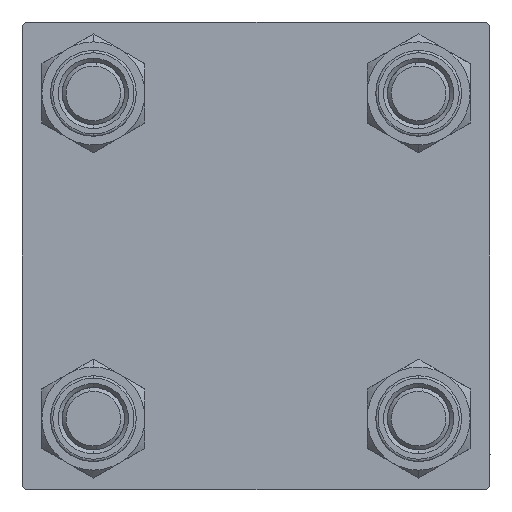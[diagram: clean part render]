
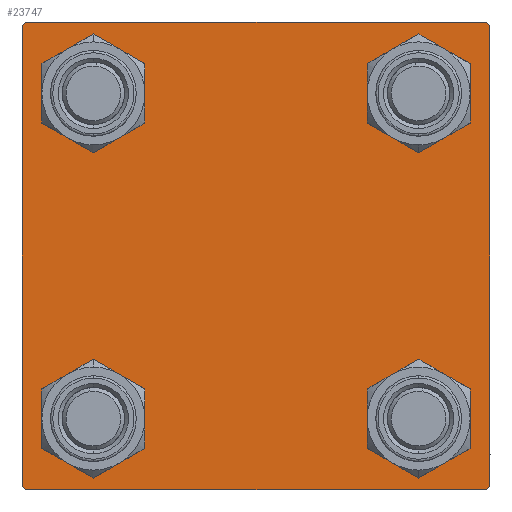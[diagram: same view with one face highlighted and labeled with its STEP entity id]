
A CAD part, left-side view. The second image highlights one B-rep face of the part: STEP entity #23747.
In plain terms, the highlighted planar face has unit normal (-1, 0, 0).
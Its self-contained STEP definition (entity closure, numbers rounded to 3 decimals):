
#299 = PLANE ( 'NONE',  #41417 ) ;
#749 = ORIENTED_EDGE ( 'NONE', *, *, #20960, .T. ) ;
#791 = DIRECTION ( 'NONE',  ( 0., 0., 1. ) ) ;
#829 = FACE_OUTER_BOUND ( 'NONE', #16863, .T. ) ;
#1632 = EDGE_CURVE ( 'NONE', #16121, #23174, #35474, .T. ) ;
#1779 = CIRCLE ( 'NONE', #39606, 4.5 ) ;
#2015 = CARTESIAN_POINT ( 'NONE',  ( 0., 30., 29.5 ) ) ;
#2065 = ORIENTED_EDGE ( 'NONE', *, *, #27174, .T. ) ;
#3012 = LINE ( 'NONE', #19440, #20935 ) ;
#3690 = VECTOR ( 'NONE', #4657, 1000. ) ;
#3784 = VECTOR ( 'NONE', #6473, 1000. ) ;
#4657 = DIRECTION ( 'NONE',  ( 0., -0.707, -0.707 ) ) ;
#4917 = EDGE_CURVE ( 'NONE', #29472, #26352, #17649, .T. ) ;
#5544 = CARTESIAN_POINT ( 'NONE',  ( 0., -20.85, 16.35 ) ) ;
#5595 = EDGE_CURVE ( 'NONE', #20865, #8992, #24114, .T. ) ;
#6202 = VERTEX_POINT ( 'NONE', #27247 ) ;
#6473 = DIRECTION ( 'NONE',  ( 0., -0.707, 0.707 ) ) ;
#6596 = CARTESIAN_POINT ( 'NONE',  ( 0., 29.5, -30. ) ) ;
#6734 = EDGE_CURVE ( 'NONE', #27759, #6202, #24396, .T. ) ;
#6743 = ORIENTED_EDGE ( 'NONE', *, *, #38628, .T. ) ;
#7354 = VECTOR ( 'NONE', #48887, 1000. ) ;
#7621 = DIRECTION ( 'NONE',  ( 1., 0., 0. ) ) ;
#7751 = LINE ( 'NONE', #27971, #50755 ) ;
#7752 = EDGE_CURVE ( 'NONE', #26352, #29472, #8274, .T. ) ;
#7845 = CARTESIAN_POINT ( 'NONE',  ( 0., -20.85, -25.35 ) ) ;
#8214 = ORIENTED_EDGE ( 'NONE', *, *, #26787, .T. ) ;
#8274 = CIRCLE ( 'NONE', #35812, 4.5 ) ;
#8992 = VERTEX_POINT ( 'NONE', #10095 ) ;
#9998 = EDGE_LOOP ( 'NONE', ( #6743, #36927 ) ) ;
#10095 = CARTESIAN_POINT ( 'NONE',  ( 0., -29.5, 30. ) ) ;
#10132 = CARTESIAN_POINT ( 'NONE',  ( 0., 30., -29.5 ) ) ;
#10248 = ORIENTED_EDGE ( 'NONE', *, *, #46816, .F. ) ;
#10505 = VERTEX_POINT ( 'NONE', #23967 ) ;
#11442 = ORIENTED_EDGE ( 'NONE', *, *, #29050, .T. ) ;
#11467 = VECTOR ( 'NONE', #47469, 1000. ) ;
#12245 = CARTESIAN_POINT ( 'NONE',  ( 0., 30., 30. ) ) ;
#12571 = CARTESIAN_POINT ( 'NONE',  ( 0., -20.85, -16.35 ) ) ;
#12788 = EDGE_CURVE ( 'NONE', #31874, #35055, #13651, .T. ) ;
#13446 = DIRECTION ( 'NONE',  ( 1., 0., 0. ) ) ;
#13541 = DIRECTION ( 'NONE',  ( 1., 0., 0. ) ) ;
#13600 = DIRECTION ( 'NONE',  ( 1., 0., 0. ) ) ;
#13651 = CIRCLE ( 'NONE', #28278, 4.5 ) ;
#14374 = VERTEX_POINT ( 'NONE', #2015 ) ;
#14540 = LINE ( 'NONE', #39586, #3784 ) ;
#14665 = CARTESIAN_POINT ( 'NONE',  ( 0., 20.85, -20.85 ) ) ;
#15548 = ORIENTED_EDGE ( 'NONE', *, *, #5595, .F. ) ;
#16008 = EDGE_LOOP ( 'NONE', ( #11442, #749 ) ) ;
#16121 = VERTEX_POINT ( 'NONE', #45899 ) ;
#16197 = FACE_BOUND ( 'NONE', #16008, .T. ) ;
#16219 = VERTEX_POINT ( 'NONE', #52865 ) ;
#16740 = EDGE_CURVE ( 'NONE', #23174, #16121, #1779, .T. ) ;
#16863 = EDGE_LOOP ( 'NONE', ( #2065, #8214, #17314, #26389, #10248, #45447, #15548, #21318 ) ) ;
#17105 = CIRCLE ( 'NONE', #47248, 4.5 ) ;
#17252 = FACE_BOUND ( 'NONE', #25991, .T. ) ;
#17314 = ORIENTED_EDGE ( 'NONE', *, *, #6734, .T. ) ;
#17569 = LINE ( 'NONE', #25659, #3690 ) ;
#17649 = CIRCLE ( 'NONE', #47772, 4.5 ) ;
#19440 = CARTESIAN_POINT ( 'NONE',  ( 0., 30., 30. ) ) ;
#20865 = VERTEX_POINT ( 'NONE', #50154 ) ;
#20935 = VECTOR ( 'NONE', #28331, 1000. ) ;
#20960 = EDGE_CURVE ( 'NONE', #10505, #41211, #33604, .T. ) ;
#21095 = DIRECTION ( 'NONE',  ( 0., 0., 1. ) ) ;
#21318 = ORIENTED_EDGE ( 'NONE', *, *, #31607, .T. ) ;
#21677 = VERTEX_POINT ( 'NONE', #10132 ) ;
#23117 = DIRECTION ( 'NONE',  ( 1., 0., 0. ) ) ;
#23174 = VERTEX_POINT ( 'NONE', #5544 ) ;
#23747 = ADVANCED_FACE ( 'NONE', ( #53118, #37486, #17252, #16197, #829 ), #299, .T. ) ;
#23917 = DIRECTION ( 'NONE',  ( 0., 0.707, 0.707 ) ) ;
#23967 = CARTESIAN_POINT ( 'NONE',  ( 0., 20.85, 16.35 ) ) ;
#24056 = DIRECTION ( 'NONE',  ( 0., 0., 1. ) ) ;
#24114 = LINE ( 'NONE', #12245, #7354 ) ;
#24269 = AXIS2_PLACEMENT_3D ( 'NONE', #44551, #7621, #24056 ) ;
#24396 = LINE ( 'NONE', #49169, #28052 ) ;
#25334 = CARTESIAN_POINT ( 'NONE',  ( 0., -30., -29.5 ) ) ;
#25659 = CARTESIAN_POINT ( 'NONE',  ( 0., 29.75, -29.75 ) ) ;
#25946 = CARTESIAN_POINT ( 'NONE',  ( 0., -20.85, -20.85 ) ) ;
#25991 = EDGE_LOOP ( 'NONE', ( #30724, #48247 ) ) ;
#26352 = VERTEX_POINT ( 'NONE', #49441 ) ;
#26389 = ORIENTED_EDGE ( 'NONE', *, *, #47955, .T. ) ;
#26787 = EDGE_CURVE ( 'NONE', #21677, #27759, #17569, .T. ) ;
#27174 = EDGE_CURVE ( 'NONE', #14374, #21677, #3012, .T. ) ;
#27247 = CARTESIAN_POINT ( 'NONE',  ( 0., -29.5, -30. ) ) ;
#27371 = VECTOR ( 'NONE', #52717, 1000. ) ;
#27759 = VERTEX_POINT ( 'NONE', #6596 ) ;
#27971 = CARTESIAN_POINT ( 'NONE',  ( 0., -29.75, 29.75 ) ) ;
#28052 = VECTOR ( 'NONE', #53218, 1000. ) ;
#28278 = AXIS2_PLACEMENT_3D ( 'NONE', #29631, #13446, #791 ) ;
#28331 = DIRECTION ( 'NONE',  ( 0., 0., -1. ) ) ;
#28427 = DIRECTION ( 'NONE',  ( 0., 0., 1. ) ) ;
#29050 = EDGE_CURVE ( 'NONE', #41211, #10505, #46809, .T. ) ;
#29405 = DIRECTION ( 'NONE',  ( -1., 0., 0. ) ) ;
#29472 = VERTEX_POINT ( 'NONE', #35929 ) ;
#29631 = CARTESIAN_POINT ( 'NONE',  ( 0., -20.85, -20.85 ) ) ;
#30514 = LINE ( 'NONE', #38587, #11467 ) ;
#30724 = ORIENTED_EDGE ( 'NONE', *, *, #4917, .T. ) ;
#31607 = EDGE_CURVE ( 'NONE', #20865, #14374, #39778, .T. ) ;
#31874 = VERTEX_POINT ( 'NONE', #7845 ) ;
#31933 = VERTEX_POINT ( 'NONE', #25334 ) ;
#32081 = CARTESIAN_POINT ( 'NONE',  ( 0., 20.85, 20.85 ) ) ;
#32904 = CARTESIAN_POINT ( 'NONE',  ( 0., 0., 0. ) ) ;
#33604 = CIRCLE ( 'NONE', #37076, 4.5 ) ;
#34463 = CARTESIAN_POINT ( 'NONE',  ( 0., -20.85, 20.85 ) ) ;
#35055 = VERTEX_POINT ( 'NONE', #12571 ) ;
#35216 = CARTESIAN_POINT ( 'NONE',  ( 0., 29.75, 29.75 ) ) ;
#35474 = CIRCLE ( 'NONE', #24269, 4.5 ) ;
#35812 = AXIS2_PLACEMENT_3D ( 'NONE', #14665, #13600, #39175 ) ;
#35929 = CARTESIAN_POINT ( 'NONE',  ( 0., 20.85, -16.35 ) ) ;
#35970 = EDGE_CURVE ( 'NONE', #16219, #8992, #7751, .T. ) ;
#36927 = ORIENTED_EDGE ( 'NONE', *, *, #12788, .T. ) ;
#37076 = AXIS2_PLACEMENT_3D ( 'NONE', #32081, #40950, #53080 ) ;
#37116 = DIRECTION ( 'NONE',  ( 0., 0., 1. ) ) ;
#37383 = CARTESIAN_POINT ( 'NONE',  ( 0., 20.85, 20.85 ) ) ;
#37486 = FACE_BOUND ( 'NONE', #9998, .T. ) ;
#38493 = DIRECTION ( 'NONE',  ( 0., 0., 1. ) ) ;
#38587 = CARTESIAN_POINT ( 'NONE',  ( 0., -30., 30. ) ) ;
#38628 = EDGE_CURVE ( 'NONE', #35055, #31874, #17105, .T. ) ;
#39175 = DIRECTION ( 'NONE',  ( 0., 0., 1. ) ) ;
#39586 = CARTESIAN_POINT ( 'NONE',  ( 0., -29.75, -29.75 ) ) ;
#39606 = AXIS2_PLACEMENT_3D ( 'NONE', #34463, #23117, #38493 ) ;
#39778 = LINE ( 'NONE', #35216, #27371 ) ;
#40950 = DIRECTION ( 'NONE',  ( 1., 0., 0. ) ) ;
#41211 = VERTEX_POINT ( 'NONE', #47349 ) ;
#41417 = AXIS2_PLACEMENT_3D ( 'NONE', #32904, #29405, #49062 ) ;
#44551 = CARTESIAN_POINT ( 'NONE',  ( 0., -20.85, 20.85 ) ) ;
#45017 = ORIENTED_EDGE ( 'NONE', *, *, #1632, .T. ) ;
#45447 = ORIENTED_EDGE ( 'NONE', *, *, #35970, .T. ) ;
#45899 = CARTESIAN_POINT ( 'NONE',  ( 0., -20.85, 25.35 ) ) ;
#45905 = EDGE_LOOP ( 'NONE', ( #45017, #48454 ) ) ;
#45922 = AXIS2_PLACEMENT_3D ( 'NONE', #37383, #53021, #37116 ) ;
#46809 = CIRCLE ( 'NONE', #45922, 4.5 ) ;
#46816 = EDGE_CURVE ( 'NONE', #16219, #31933, #30514, .T. ) ;
#47248 = AXIS2_PLACEMENT_3D ( 'NONE', #25946, #13541, #21095 ) ;
#47349 = CARTESIAN_POINT ( 'NONE',  ( 0., 20.85, 25.35 ) ) ;
#47469 = DIRECTION ( 'NONE',  ( 0., 0., -1. ) ) ;
#47772 = AXIS2_PLACEMENT_3D ( 'NONE', #52934, #48877, #28427 ) ;
#47955 = EDGE_CURVE ( 'NONE', #6202, #31933, #14540, .T. ) ;
#48247 = ORIENTED_EDGE ( 'NONE', *, *, #7752, .T. ) ;
#48454 = ORIENTED_EDGE ( 'NONE', *, *, #16740, .T. ) ;
#48877 = DIRECTION ( 'NONE',  ( 1., 0., 0. ) ) ;
#48887 = DIRECTION ( 'NONE',  ( 0., -1., 0. ) ) ;
#49062 = DIRECTION ( 'NONE',  ( 0., 0., 1. ) ) ;
#49169 = CARTESIAN_POINT ( 'NONE',  ( 0., 30., -30. ) ) ;
#49441 = CARTESIAN_POINT ( 'NONE',  ( 0., 20.85, -25.35 ) ) ;
#50154 = CARTESIAN_POINT ( 'NONE',  ( 0., 29.5, 30. ) ) ;
#50755 = VECTOR ( 'NONE', #23917, 1000. ) ;
#52717 = DIRECTION ( 'NONE',  ( 0., 0.707, -0.707 ) ) ;
#52865 = CARTESIAN_POINT ( 'NONE',  ( 0., -30., 29.5 ) ) ;
#52934 = CARTESIAN_POINT ( 'NONE',  ( 0., 20.85, -20.85 ) ) ;
#53021 = DIRECTION ( 'NONE',  ( 1., 0., 0. ) ) ;
#53080 = DIRECTION ( 'NONE',  ( 0., 0., 1. ) ) ;
#53118 = FACE_BOUND ( 'NONE', #45905, .T. ) ;
#53218 = DIRECTION ( 'NONE',  ( 0., -1., 0. ) ) ;
